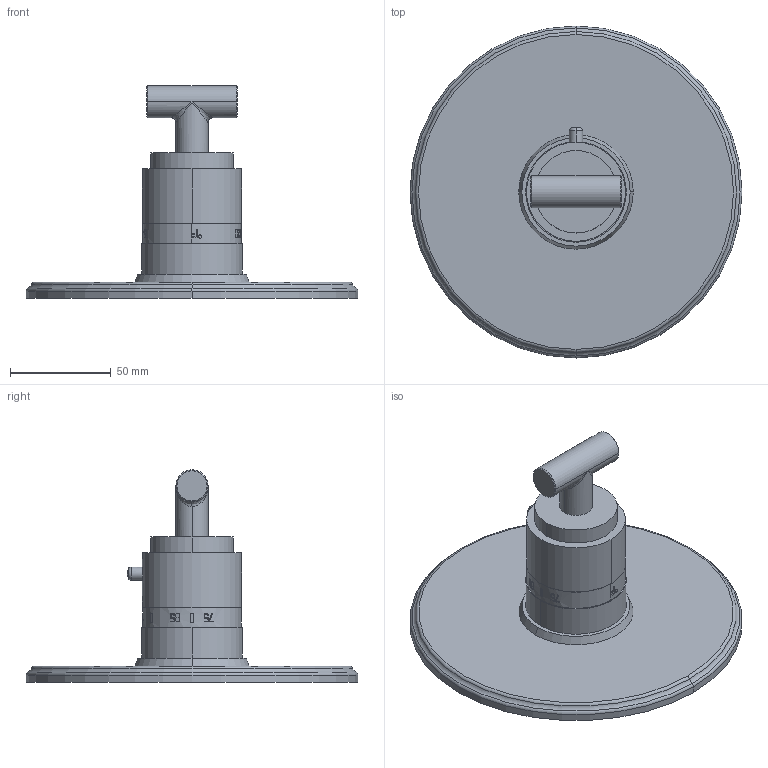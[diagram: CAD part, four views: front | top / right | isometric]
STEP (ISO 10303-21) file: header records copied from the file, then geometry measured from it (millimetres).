
FILE_DESCRIPTION((''),'2;1');
FILE_NAME('3-994LTR','2020-12-04T14:00:33',('jinson.thomas'),(''),'CREO PARAMETRIC BY PTC INC, 2018400','CREO PARAMETRIC BY PTC INC, 2018400','');
FILE_SCHEMA(('CONFIG_CONTROL_DESIGN'));
Length unit declared in the file: inch
Products named in the file (1): 3-994LTR
Bounding box: 165.1 x 165.1 x 105.63 mm (x, y, z)
Volume: 300039.5 mm3; surface area: 58830.5 mm2
Topology: 1 solids, 1 shells, 388 faces, 1068 edges, 703 vertices
Faces by surface type: plane 330, cylinder 38, torus 8, cone 6, bspline 4, sphere 2
Entity records: 12867 total; most frequent: CARTESIAN_POINT 3678, ORIENTED_EDGE 2132, DIRECTION 1566, EDGE_CURVE 1066, VERTEX_POINT 703, AXIS2_PLACEMENT_3D 552, VECTOR 462, LINE 462
